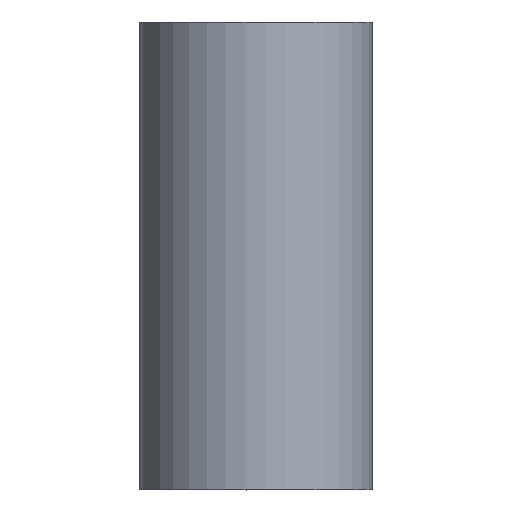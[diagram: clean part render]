
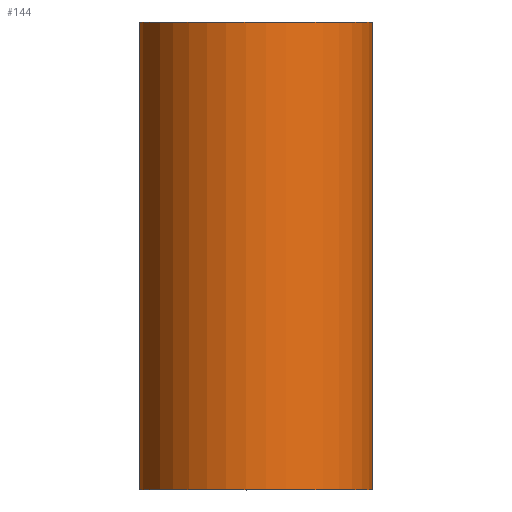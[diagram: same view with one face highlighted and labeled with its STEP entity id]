
A CAD part, top view. The second image highlights one B-rep face of the part: STEP entity #144.
In plain terms, the highlighted cylindrical face has radius 6 mm (diameter 12 mm), a partial arc.
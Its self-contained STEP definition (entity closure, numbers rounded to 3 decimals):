
#19=CYLINDRICAL_SURFACE('',#180,6.);
#20=CIRCLE('',#172,6.);
#25=CIRCLE('',#181,6.);
#32=FACE_OUTER_BOUND('',#40,.T.);
#40=EDGE_LOOP('',(#124,#125,#126,#127));
#45=LINE('',#234,#57);
#47=LINE('',#240,#59);
#57=VECTOR('',#190,10.);
#59=VECTOR('',#194,10.);
#67=VERTEX_POINT('',#228);
#69=VERTEX_POINT('',#232);
#70=VERTEX_POINT('',#236);
#72=VERTEX_POINT('',#239);
#81=EDGE_CURVE('',#67,#69,#45,.T.);
#83=EDGE_CURVE('',#72,#70,#47,.T.);
#86=EDGE_CURVE('',#67,#70,#20,.T.);
#95=EDGE_CURVE('',#69,#72,#25,.T.);
#124=ORIENTED_EDGE('',*,*,#81,.T.);
#125=ORIENTED_EDGE('',*,*,#95,.T.);
#126=ORIENTED_EDGE('',*,*,#83,.T.);
#127=ORIENTED_EDGE('',*,*,#86,.F.);
#144=ADVANCED_FACE('',(#32),#19,.T.);
#172=AXIS2_PLACEMENT_3D('',#245,#199,#200);
#180=AXIS2_PLACEMENT_3D('',#261,#219,#220);
#181=AXIS2_PLACEMENT_3D('',#262,#221,#222);
#190=DIRECTION('',(0.,-1.,0.));
#194=DIRECTION('',(0.,1.,0.));
#199=DIRECTION('center_axis',(0.,1.,0.));
#200=DIRECTION('ref_axis',(-1.,0.,0.));
#219=DIRECTION('center_axis',(0.,1.,0.));
#220=DIRECTION('ref_axis',(-1.,0.,0.));
#221=DIRECTION('center_axis',(0.,1.,0.));
#222=DIRECTION('ref_axis',(-1.,0.,0.));
#228=CARTESIAN_POINT('',(5.979,24.,-0.5));
#232=CARTESIAN_POINT('',(5.979,0.,-0.5));
#234=CARTESIAN_POINT('',(5.979,0.,-0.5));
#236=CARTESIAN_POINT('',(5.979,24.,0.5));
#239=CARTESIAN_POINT('',(5.979,0.,0.5));
#240=CARTESIAN_POINT('',(5.979,0.,0.5));
#245=CARTESIAN_POINT('Origin',(0.,24.,0.));
#261=CARTESIAN_POINT('Origin',(0.,0.,0.));
#262=CARTESIAN_POINT('Origin',(0.,0.,0.));
